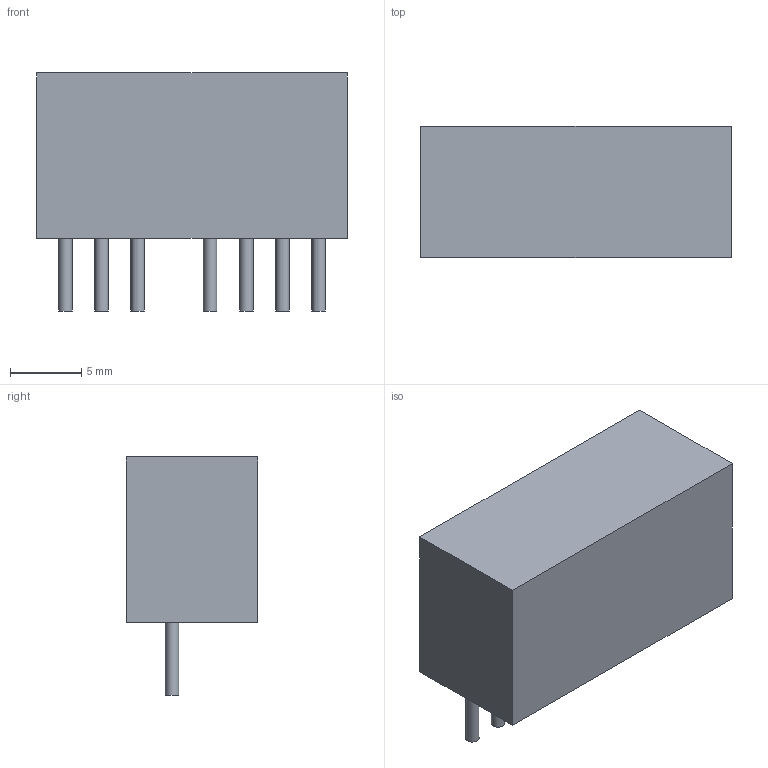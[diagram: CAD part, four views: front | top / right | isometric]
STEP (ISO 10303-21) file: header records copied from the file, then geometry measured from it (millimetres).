
FILE_DESCRIPTION(('FreeCAD Model'),'2;1');
FILE_NAME('942567.4.1.stp','2020-07-09T15:17:24',( 'Author'),(''),'Open CASCADE STEP processor 6.9','FreeCAD','Unknown' );
FILE_SCHEMA(('AUTOMOTIVE_DESIGN { 1 0 10303 214 1 1 1 1 }'));
Length unit declared in the file: millimetre
Products named in the file (3): ASSEMBLY; Body; Leads
Assembly tree (2 placements, depth 2):
  ASSEMBLY
    Body
    Leads
Bounding box: 21.8 x 9.2 x 16.7 mm (x, y, z)
Volume: 2351.8 mm3; surface area: 1236.8 mm2
Topology: 8 solids, 8 shells, 27 faces, 33 edges, 22 vertices
Faces by surface type: plane 20, cylinder 7
Full cylindrical faces by diameter (mm): 0.95 x7
Entity records: 1078 total; most frequent: DIRECTION 173, CARTESIAN_POINT 151, LINE 71, VECTOR 71, ORIENTED_EDGE 66, PCURVE 66, DEFINITIONAL_REPRESENTATION 66, AXIS2_PLACEMENT_3D 44
